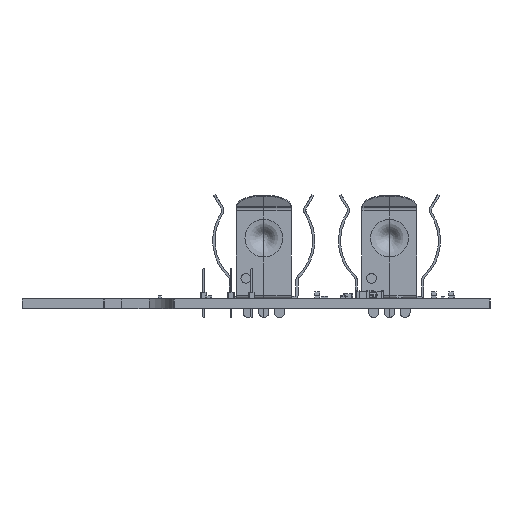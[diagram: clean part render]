
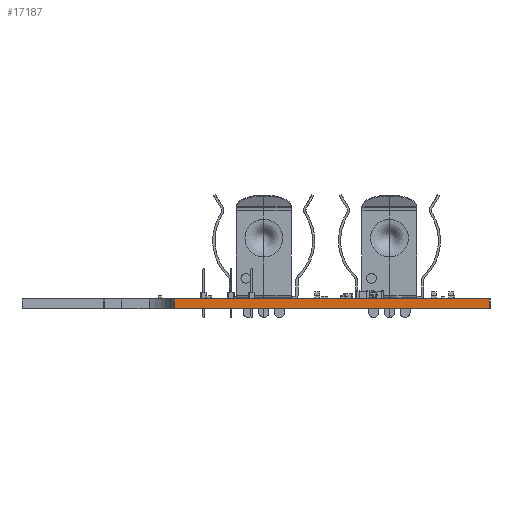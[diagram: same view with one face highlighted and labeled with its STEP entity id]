
A CAD part, left-side view. The second image highlights one B-rep face of the part: STEP entity #17187.
In plain terms, the highlighted planar face has unit normal (-1, 0, 0).
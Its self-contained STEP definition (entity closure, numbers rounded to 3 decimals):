
#15164 = VERTEX_POINT('',#15165);
#15165 = CARTESIAN_POINT('',(83.8,-74.9,0.));
#15171 = EDGE_CURVE('',#15172,#15164,#15174,.T.);
#15172 = VERTEX_POINT('',#15173);
#15173 = CARTESIAN_POINT('',(83.82,-125.984,0.));
#15174 = LINE('',#15175,#15176);
#15175 = CARTESIAN_POINT('',(83.82,-125.984,0.));
#15176 = VECTOR('',#15177,1.);
#15177 = DIRECTION('',(0.,1.,0.));
#16101 = VERTEX_POINT('',#16102);
#16102 = CARTESIAN_POINT('',(83.8,-74.9,1.6));
#16108 = EDGE_CURVE('',#16109,#16101,#16111,.T.);
#16109 = VERTEX_POINT('',#16110);
#16110 = CARTESIAN_POINT('',(83.82,-125.984,1.6));
#16111 = LINE('',#16112,#16113);
#16112 = CARTESIAN_POINT('',(83.82,-125.984,1.6));
#16113 = VECTOR('',#16114,1.);
#16114 = DIRECTION('',(0.,1.,0.));
#17159 = EDGE_CURVE('',#15172,#16109,#17160,.T.);
#17160 = LINE('',#17161,#17162);
#17161 = CARTESIAN_POINT('',(83.82,-125.984,0.));
#17162 = VECTOR('',#17163,1.);
#17163 = DIRECTION('',(0.,0.,1.));
#17187 = ADVANCED_FACE('',(#17188),#17199,.T.);
#17188 = FACE_BOUND('',#17189,.T.);
#17189 = EDGE_LOOP('',(#17190,#17191,#17192,#17198));
#17190 = ORIENTED_EDGE('',*,*,#17159,.T.);
#17191 = ORIENTED_EDGE('',*,*,#16108,.T.);
#17192 = ORIENTED_EDGE('',*,*,#17193,.F.);
#17193 = EDGE_CURVE('',#15164,#16101,#17194,.T.);
#17194 = LINE('',#17195,#17196);
#17195 = CARTESIAN_POINT('',(83.8,-74.9,0.));
#17196 = VECTOR('',#17197,1.);
#17197 = DIRECTION('',(0.,0.,1.));
#17198 = ORIENTED_EDGE('',*,*,#15171,.F.);
#17199 = PLANE('',#17200);
#17200 = AXIS2_PLACEMENT_3D('',#17201,#17202,#17203);
#17201 = CARTESIAN_POINT('',(83.82,-125.984,0.));
#17202 = DIRECTION('',(-1.,0.,0.));
#17203 = DIRECTION('',(0.,1.,0.));
